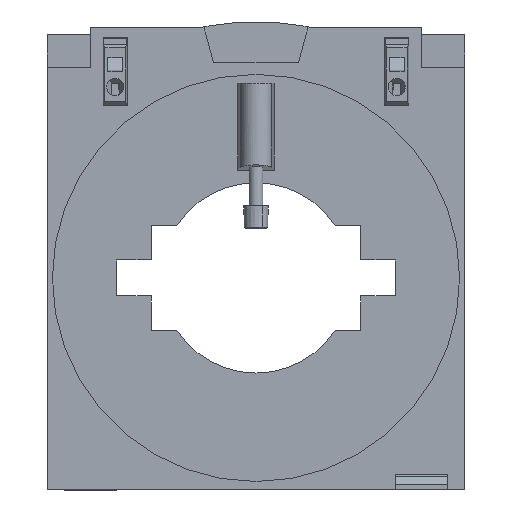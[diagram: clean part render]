
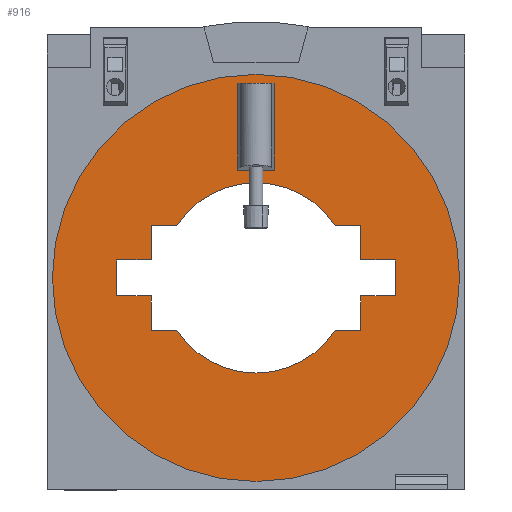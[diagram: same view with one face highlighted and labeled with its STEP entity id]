
A CAD part, front view. The second image highlights one B-rep face of the part: STEP entity #916.
In plain terms, the highlighted planar face has unit normal (0, -1, 0).
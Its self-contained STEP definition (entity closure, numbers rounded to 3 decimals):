
#361=AXIS2_PLACEMENT_3D('Circle Axis2P3D',#359,#360,$) ;
#546=AXIS2_PLACEMENT_3D('Circle Axis2P3D',#544,#545,$) ;
#844=AXIS2_PLACEMENT_3D('Plane Axis2P3D',#841,#842,#843) ;
#848=AXIS2_PLACEMENT_3D('Circle Axis2P3D',#846,#847,$) ;
#857=AXIS2_PLACEMENT_3D('Circle Axis2P3D',#855,#856,$) ;
#281=CARTESIAN_POINT('Vertex',(90.109,16.5,66.159)) ;
#288=CARTESIAN_POINT('Vertex',(100.109,16.5,66.159)) ;
#291=CARTESIAN_POINT('Line Origine',(95.109,16.5,66.159)) ;
#313=CARTESIAN_POINT('Vertex',(90.109,16.5,76.159)) ;
#316=CARTESIAN_POINT('Line Origine',(90.109,16.5,71.159)) ;
#338=CARTESIAN_POINT('Vertex',(82.775,16.5,76.159)) ;
#341=CARTESIAN_POINT('Line Origine',(86.442,16.5,76.159)) ;
#359=CARTESIAN_POINT('Axis2P3D Location',(60.,16.5,61.)) ;
#363=CARTESIAN_POINT('Vertex',(37.225,16.5,76.159)) ;
#383=CARTESIAN_POINT('Vertex',(29.891,16.5,76.159)) ;
#386=CARTESIAN_POINT('Line Origine',(33.558,16.5,76.159)) ;
#408=CARTESIAN_POINT('Vertex',(29.891,16.5,66.159)) ;
#411=CARTESIAN_POINT('Line Origine',(29.891,16.5,71.159)) ;
#428=CARTESIAN_POINT('Vertex',(19.891,16.5,66.159)) ;
#431=CARTESIAN_POINT('Line Origine',(24.891,16.5,66.159)) ;
#453=CARTESIAN_POINT('Vertex',(19.891,16.5,55.841)) ;
#456=CARTESIAN_POINT('Line Origine',(19.891,16.5,61.)) ;
#478=CARTESIAN_POINT('Vertex',(29.891,16.5,55.841)) ;
#481=CARTESIAN_POINT('Line Origine',(24.891,16.5,55.841)) ;
#498=CARTESIAN_POINT('Vertex',(29.891,16.5,45.841)) ;
#501=CARTESIAN_POINT('Line Origine',(29.891,16.5,50.841)) ;
#523=CARTESIAN_POINT('Vertex',(37.225,16.5,45.841)) ;
#526=CARTESIAN_POINT('Line Origine',(33.558,16.5,45.841)) ;
#544=CARTESIAN_POINT('Axis2P3D Location',(60.,16.5,61.)) ;
#548=CARTESIAN_POINT('Vertex',(82.775,16.5,45.841)) ;
#568=CARTESIAN_POINT('Vertex',(90.109,16.5,45.841)) ;
#571=CARTESIAN_POINT('Line Origine',(86.442,16.5,45.841)) ;
#588=CARTESIAN_POINT('Vertex',(90.109,16.5,55.841)) ;
#591=CARTESIAN_POINT('Line Origine',(90.109,16.5,50.841)) ;
#608=CARTESIAN_POINT('Vertex',(100.109,16.5,55.841)) ;
#611=CARTESIAN_POINT('Line Origine',(95.109,16.5,55.841)) ;
#629=CARTESIAN_POINT('Line Origine',(100.109,16.5,61.)) ;
#841=CARTESIAN_POINT('Axis2P3D Location',(60.,16.5,61.)) ;
#846=CARTESIAN_POINT('Axis2P3D Location',(60.,16.5,61.)) ;
#850=CARTESIAN_POINT('Vertex',(1.437,16.5,61.)) ;
#852=CARTESIAN_POINT('Vertex',(118.563,16.5,61.)) ;
#855=CARTESIAN_POINT('Axis2P3D Location',(60.,16.5,61.)) ;
#882=CARTESIAN_POINT('Line Origine',(60.,16.5,117.004)) ;
#886=CARTESIAN_POINT('Vertex',(65.275,16.5,117.004)) ;
#888=CARTESIAN_POINT('Vertex',(54.725,16.5,117.004)) ;
#891=CARTESIAN_POINT('Line Origine',(65.275,16.5,104.502)) ;
#895=CARTESIAN_POINT('Vertex',(65.275,16.5,92.)) ;
#898=CARTESIAN_POINT('Line Origine',(60.,16.5,92.)) ;
#902=CARTESIAN_POINT('Vertex',(54.725,16.5,92.)) ;
#905=CARTESIAN_POINT('Line Origine',(54.725,16.5,104.502)) ;
#292=DIRECTION('Vector Direction',(1.,0.,0.)) ;
#317=DIRECTION('Vector Direction',(0.,0.,-1.)) ;
#342=DIRECTION('Vector Direction',(1.,0.,0.)) ;
#360=DIRECTION('Axis2P3D Direction',(0.,1.,0.)) ;
#387=DIRECTION('Vector Direction',(1.,0.,0.)) ;
#412=DIRECTION('Vector Direction',(0.,0.,1.)) ;
#432=DIRECTION('Vector Direction',(1.,0.,0.)) ;
#457=DIRECTION('Vector Direction',(0.,0.,1.)) ;
#482=DIRECTION('Vector Direction',(-1.,0.,0.)) ;
#502=DIRECTION('Vector Direction',(0.,0.,1.)) ;
#527=DIRECTION('Vector Direction',(-1.,0.,0.)) ;
#545=DIRECTION('Axis2P3D Direction',(0.,1.,0.)) ;
#572=DIRECTION('Vector Direction',(-1.,0.,0.)) ;
#592=DIRECTION('Vector Direction',(0.,0.,-1.)) ;
#612=DIRECTION('Vector Direction',(-1.,0.,0.)) ;
#630=DIRECTION('Vector Direction',(0.,0.,1.)) ;
#842=DIRECTION('Axis2P3D Direction',(0.,-1.,0.)) ;
#843=DIRECTION('Axis2P3D XDirection',(1.,0.,0.)) ;
#847=DIRECTION('Axis2P3D Direction',(0.,-1.,0.)) ;
#856=DIRECTION('Axis2P3D Direction',(0.,-1.,0.)) ;
#883=DIRECTION('Vector Direction',(-1.,0.,0.)) ;
#892=DIRECTION('Vector Direction',(0.,0.,1.)) ;
#899=DIRECTION('Vector Direction',(-1.,0.,0.)) ;
#906=DIRECTION('Vector Direction',(0.,0.,1.)) ;
#293=VECTOR('Line Direction',#292,1.) ;
#318=VECTOR('Line Direction',#317,1.) ;
#343=VECTOR('Line Direction',#342,1.) ;
#388=VECTOR('Line Direction',#387,1.) ;
#413=VECTOR('Line Direction',#412,1.) ;
#433=VECTOR('Line Direction',#432,1.) ;
#458=VECTOR('Line Direction',#457,1.) ;
#483=VECTOR('Line Direction',#482,1.) ;
#503=VECTOR('Line Direction',#502,1.) ;
#528=VECTOR('Line Direction',#527,1.) ;
#573=VECTOR('Line Direction',#572,1.) ;
#593=VECTOR('Line Direction',#592,1.) ;
#613=VECTOR('Line Direction',#612,1.) ;
#631=VECTOR('Line Direction',#630,1.) ;
#884=VECTOR('Line Direction',#883,1.) ;
#893=VECTOR('Line Direction',#892,1.) ;
#900=VECTOR('Line Direction',#899,1.) ;
#907=VECTOR('Line Direction',#906,1.) ;
#861=ORIENTED_EDGE('',*,*,#854,.T.) ;
#862=ORIENTED_EDGE('',*,*,#859,.T.) ;
#865=ORIENTED_EDGE('',*,*,#633,.F.) ;
#866=ORIENTED_EDGE('',*,*,#615,.T.) ;
#867=ORIENTED_EDGE('',*,*,#595,.T.) ;
#868=ORIENTED_EDGE('',*,*,#575,.T.) ;
#869=ORIENTED_EDGE('',*,*,#550,.F.) ;
#870=ORIENTED_EDGE('',*,*,#530,.T.) ;
#871=ORIENTED_EDGE('',*,*,#505,.T.) ;
#872=ORIENTED_EDGE('',*,*,#485,.T.) ;
#873=ORIENTED_EDGE('',*,*,#460,.T.) ;
#874=ORIENTED_EDGE('',*,*,#435,.T.) ;
#875=ORIENTED_EDGE('',*,*,#415,.T.) ;
#876=ORIENTED_EDGE('',*,*,#390,.T.) ;
#877=ORIENTED_EDGE('',*,*,#365,.F.) ;
#878=ORIENTED_EDGE('',*,*,#345,.T.) ;
#879=ORIENTED_EDGE('',*,*,#320,.T.) ;
#880=ORIENTED_EDGE('',*,*,#295,.T.) ;
#911=ORIENTED_EDGE('',*,*,#890,.F.) ;
#912=ORIENTED_EDGE('',*,*,#897,.F.) ;
#913=ORIENTED_EDGE('',*,*,#904,.T.) ;
#914=ORIENTED_EDGE('',*,*,#909,.T.) ;
#881=FACE_BOUND('',#864,.T.) ;
#915=FACE_BOUND('',#910,.T.) ;
#916=ADVANCED_FACE('STROMWANDLER',(#863,#881,#915),#845,.T.) ;
#362=CIRCLE('generated circle',#361,27.359) ;
#547=CIRCLE('generated circle',#546,27.359) ;
#849=CIRCLE('generated circle',#848,58.563) ;
#858=CIRCLE('generated circle',#857,58.563) ;
#295=EDGE_CURVE('',#282,#289,#294,.T.) ;
#320=EDGE_CURVE('',#314,#282,#319,.T.) ;
#345=EDGE_CURVE('',#339,#314,#344,.T.) ;
#365=EDGE_CURVE('',#339,#364,#362,.F.) ;
#390=EDGE_CURVE('',#384,#364,#389,.T.) ;
#415=EDGE_CURVE('',#409,#384,#414,.T.) ;
#435=EDGE_CURVE('',#429,#409,#434,.T.) ;
#460=EDGE_CURVE('',#454,#429,#459,.T.) ;
#485=EDGE_CURVE('',#479,#454,#484,.T.) ;
#505=EDGE_CURVE('',#499,#479,#504,.T.) ;
#530=EDGE_CURVE('',#524,#499,#529,.T.) ;
#550=EDGE_CURVE('',#524,#549,#547,.F.) ;
#575=EDGE_CURVE('',#569,#549,#574,.T.) ;
#595=EDGE_CURVE('',#589,#569,#594,.T.) ;
#615=EDGE_CURVE('',#609,#589,#614,.T.) ;
#633=EDGE_CURVE('',#609,#289,#632,.T.) ;
#854=EDGE_CURVE('',#851,#853,#849,.T.) ;
#859=EDGE_CURVE('',#853,#851,#858,.T.) ;
#890=EDGE_CURVE('',#887,#889,#885,.T.) ;
#897=EDGE_CURVE('',#896,#887,#894,.T.) ;
#904=EDGE_CURVE('',#896,#903,#901,.T.) ;
#909=EDGE_CURVE('',#903,#889,#908,.T.) ;
#860=EDGE_LOOP('',(#861,#862)) ;
#864=EDGE_LOOP('',(#865,#866,#867,#868,#869,#870,#871,#872,#873,#874,#875,#876,#877,#878,#879,#880)) ;
#910=EDGE_LOOP('',(#911,#912,#913,#914)) ;
#863=FACE_OUTER_BOUND('',#860,.T.) ;
#294=LINE('Line',#291,#293) ;
#319=LINE('Line',#316,#318) ;
#344=LINE('Line',#341,#343) ;
#389=LINE('Line',#386,#388) ;
#414=LINE('Line',#411,#413) ;
#434=LINE('Line',#431,#433) ;
#459=LINE('Line',#456,#458) ;
#484=LINE('Line',#481,#483) ;
#504=LINE('Line',#501,#503) ;
#529=LINE('Line',#526,#528) ;
#574=LINE('Line',#571,#573) ;
#594=LINE('Line',#591,#593) ;
#614=LINE('Line',#611,#613) ;
#632=LINE('Line',#629,#631) ;
#885=LINE('Line',#882,#884) ;
#894=LINE('Line',#891,#893) ;
#901=LINE('Line',#898,#900) ;
#908=LINE('Line',#905,#907) ;
#845=PLANE('',#844) ;
#282=VERTEX_POINT('',#281) ;
#289=VERTEX_POINT('',#288) ;
#314=VERTEX_POINT('',#313) ;
#339=VERTEX_POINT('',#338) ;
#364=VERTEX_POINT('',#363) ;
#384=VERTEX_POINT('',#383) ;
#409=VERTEX_POINT('',#408) ;
#429=VERTEX_POINT('',#428) ;
#454=VERTEX_POINT('',#453) ;
#479=VERTEX_POINT('',#478) ;
#499=VERTEX_POINT('',#498) ;
#524=VERTEX_POINT('',#523) ;
#549=VERTEX_POINT('',#548) ;
#569=VERTEX_POINT('',#568) ;
#589=VERTEX_POINT('',#588) ;
#609=VERTEX_POINT('',#608) ;
#851=VERTEX_POINT('',#850) ;
#853=VERTEX_POINT('',#852) ;
#887=VERTEX_POINT('',#886) ;
#889=VERTEX_POINT('',#888) ;
#896=VERTEX_POINT('',#895) ;
#903=VERTEX_POINT('',#902) ;
